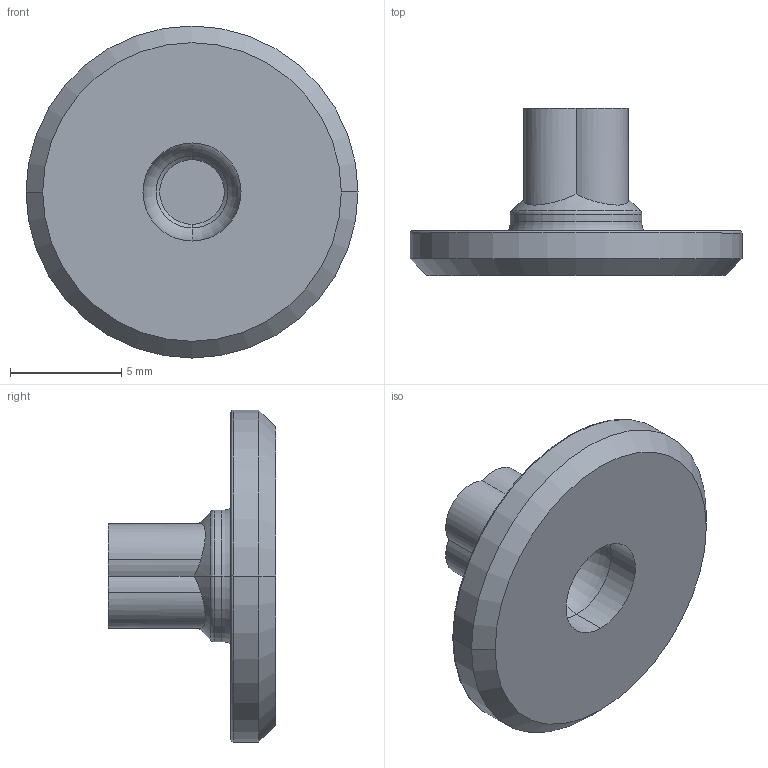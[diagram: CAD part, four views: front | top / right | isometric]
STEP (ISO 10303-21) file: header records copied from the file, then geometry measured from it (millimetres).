
FILE_DESCRIPTION (( 'STEP AP214' ), '1' );
FILE_NAME ('stem12-4b.STEP', '2024-12-03T17:18:24', ( '' ), ( '' ), 'SwSTEP 2.0', 'SolidWorks 2023', '' );
FILE_SCHEMA (( 'AUTOMOTIVE_DESIGN' ));
Length unit declared in the file: millimetre
Products named in the file (1): stem12-4b
Bounding box: 14.9 x 7.5 x 14.9 mm (x, y, z)
Volume: 257.9 mm3; surface area: 597.9 mm2
Topology: 1 solids, 1 shells, 37 faces, 76 edges, 44 vertices
Faces by surface type: cylinder 12, torus 10, cone 10, plane 5
Entity records: 1059 total; most frequent: CARTESIAN_POINT 228, DIRECTION 194, ORIENTED_EDGE 152, AXIS2_PLACEMENT_3D 86, EDGE_CURVE 76, CIRCLE 48, VERTEX_POINT 44, EDGE_LOOP 40
